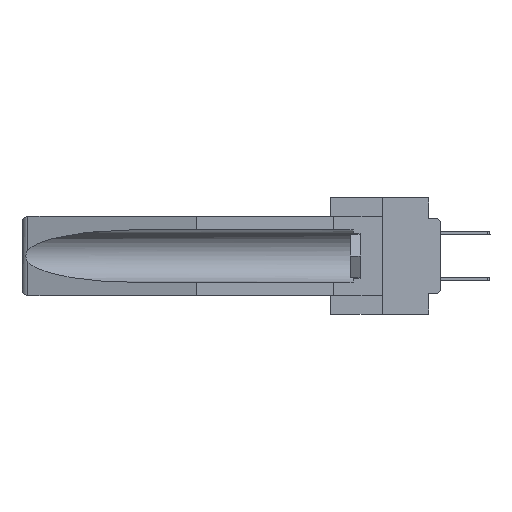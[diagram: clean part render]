
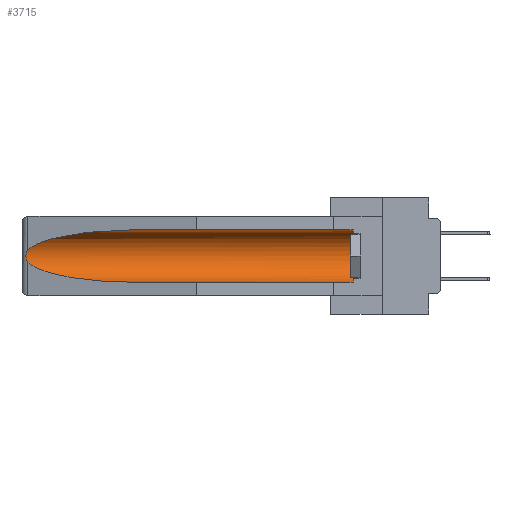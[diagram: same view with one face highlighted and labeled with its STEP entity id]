
A CAD part, left-side view. The second image highlights one B-rep face of the part: STEP entity #3715.
In plain terms, the highlighted cylindrical face has radius 2.857 mm (diameter 5.715 mm), a partial arc.
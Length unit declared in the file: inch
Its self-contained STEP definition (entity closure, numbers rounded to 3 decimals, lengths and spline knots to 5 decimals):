
#852 = FACE_OUTER_BOUND ( 'NONE', #8595, .T. ) ;
#1114 =( BOUNDED_CURVE ( )  B_SPLINE_CURVE ( 3, ( #23268, #30513, #9189, #2492 ),
 .UNSPECIFIED., .F., .T. ) 
 B_SPLINE_CURVE_WITH_KNOTS ( ( 4, 4 ),
 ( 4.71239, 6.08839 ),
 .UNSPECIFIED. ) 
 CURVE ( )  GEOMETRIC_REPRESENTATION_ITEM ( )  RATIONAL_B_SPLINE_CURVE ( ( 1., 0.848, 0.848, 1. ) ) 
 REPRESENTATION_ITEM ( '' )  );
#2196 = CARTESIAN_POINT ( 'NONE',  ( 0.26597, 1.5296, -0.19026 ) ) ;
#2436 = CARTESIAN_POINT ( 'NONE',  ( 0.155, 1.07973, -0.284 ) ) ;
#2492 = CARTESIAN_POINT ( 'NONE',  ( 0.26537, 1.52718, -0.14972 ) ) ;
#2520 = ORIENTED_EDGE ( 'NONE', *, *, #9002, .T. ) ;
#3162 = VERTEX_POINT ( 'NONE', #19950 ) ;
#3438 = VERTEX_POINT ( 'NONE', #2436 ) ;
#3715 = ADVANCED_FACE ( 'NONE', ( #852 ), #11145, .F. ) ;
#3970 = AXIS2_PLACEMENT_3D ( 'NONE', #13643, #26873, #18632 ) ;
#4616 = VERTEX_POINT ( 'NONE', #8981 ) ;
#4849 = VERTEX_POINT ( 'NONE', #24871 ) ;
#5518 = DIRECTION ( 'NONE',  ( 0., 1., 0. ) ) ;
#5834 = CARTESIAN_POINT ( 'NONE',  ( 0.155, -0.30754, -0.284 ) ) ;
#6507 =( BOUNDED_CURVE ( )  B_SPLINE_CURVE ( 3, ( #12071, #20557, #22708, #8325 ),
 .UNSPECIFIED., .F., .T. ) 
 B_SPLINE_CURVE_WITH_KNOTS ( ( 4, 4 ),
 ( 0.1948, 1.5708 ),
 .UNSPECIFIED. ) 
 CURVE ( )  GEOMETRIC_REPRESENTATION_ITEM ( )  RATIONAL_B_SPLINE_CURVE ( ( 1., 0.848, 0.848, 1. ) ) 
 REPRESENTATION_ITEM ( '' )  );
#7116 = EDGE_CURVE ( 'NONE', #17474, #4616, #8126, .T. ) ;
#7838 = VECTOR ( 'NONE', #17905, 39.37008 ) ;
#8126 = LINE ( 'NONE', #26819, #7838 ) ;
#8325 = CARTESIAN_POINT ( 'NONE',  ( 0.155, 1.07973, -0.284 ) ) ;
#8595 = EDGE_LOOP ( 'NONE', ( #23610, #29074, #14302, #16458, #2520, #18922 ) ) ;
#8893 = CARTESIAN_POINT ( 'NONE',  ( 0.26537, 1.52718, -0.14972 ) ) ;
#8981 = CARTESIAN_POINT ( 'NONE',  ( 0.155, 1.07973, -0.059 ) ) ;
#9002 = EDGE_CURVE ( 'NONE', #13936, #17474, #29640, .T. ) ;
#9189 = CARTESIAN_POINT ( 'NONE',  ( 0.25451, 1.48313, -0.09465 ) ) ;
#9197 = CARTESIAN_POINT ( 'NONE',  ( 0.2673, 1.5327, -0.16383 ) ) ;
#10491 = LINE ( 'NONE', #5834, #13536 ) ;
#11145 = CYLINDRICAL_SURFACE ( 'NONE', #13244, 0.1125 ) ;
#12071 = CARTESIAN_POINT ( 'NONE',  ( 0.26537, 1.52718, -0.19328 ) ) ;
#13244 = AXIS2_PLACEMENT_3D ( 'NONE', #15626, #25461, #13907 ) ;
#13536 = VECTOR ( 'NONE', #5518, 39.37008 ) ;
#13643 = CARTESIAN_POINT ( 'NONE',  ( 0.155, 0.126, -0.1715 ) ) ;
#13907 = DIRECTION ( 'NONE',  ( 0., 0., 1. ) ) ;
#13936 = VERTEX_POINT ( 'NONE', #23794 ) ;
#13949 = EDGE_CURVE ( 'NONE', #13936, #3438, #10491, .T. ) ;
#14127 = CARTESIAN_POINT ( 'NONE',  ( 0.155, 0.126, -0.059 ) ) ;
#14167 = CARTESIAN_POINT ( 'NONE',  ( 0.26597, 1.52961, -0.15275 ) ) ;
#14302 = ORIENTED_EDGE ( 'NONE', *, *, #21422, .T. ) ;
#14701 = EDGE_CURVE ( 'NONE', #4616, #4849, #1114, .T. ) ;
#15626 = CARTESIAN_POINT ( 'NONE',  ( 0.155, -0.30754, -0.1715 ) ) ;
#16031 = CARTESIAN_POINT ( 'NONE',  ( 0.2673, 1.53269, -0.17917 ) ) ;
#16458 = ORIENTED_EDGE ( 'NONE', *, *, #13949, .F. ) ;
#17474 = VERTEX_POINT ( 'NONE', #14127 ) ;
#17905 = DIRECTION ( 'NONE',  ( 0., 1., 0. ) ) ;
#18153 = EDGE_CURVE ( 'NONE', #4849, #3162, #28910, .T. ) ;
#18228 = CARTESIAN_POINT ( 'NONE',  ( 0.2675, 1.53308, -0.16763 ) ) ;
#18632 = DIRECTION ( 'NONE',  ( 0., 0., 1. ) ) ;
#18922 = ORIENTED_EDGE ( 'NONE', *, *, #7116, .T. ) ;
#19950 = CARTESIAN_POINT ( 'NONE',  ( 0.26537, 1.52718, -0.19328 ) ) ;
#20557 = CARTESIAN_POINT ( 'NONE',  ( 0.25451, 1.48313, -0.24835 ) ) ;
#20985 = CARTESIAN_POINT ( 'NONE',  ( 0.26654, 1.53092, -0.15636 ) ) ;
#21126 = CARTESIAN_POINT ( 'NONE',  ( 0.26537, 1.52718, -0.19328 ) ) ;
#21422 = EDGE_CURVE ( 'NONE', #3162, #3438, #6507, .T. ) ;
#22708 = CARTESIAN_POINT ( 'NONE',  ( 0.21114, 1.30732, -0.284 ) ) ;
#23268 = CARTESIAN_POINT ( 'NONE',  ( 0.155, 1.07973, -0.059 ) ) ;
#23610 = ORIENTED_EDGE ( 'NONE', *, *, #14701, .T. ) ;
#23794 = CARTESIAN_POINT ( 'NONE',  ( 0.155, 0.126, -0.284 ) ) ;
#24871 = CARTESIAN_POINT ( 'NONE',  ( 0.26537, 1.52718, -0.14972 ) ) ;
#25461 = DIRECTION ( 'NONE',  ( 0., 1., 0. ) ) ;
#26819 = CARTESIAN_POINT ( 'NONE',  ( 0.155, -0.30754, -0.059 ) ) ;
#26873 = DIRECTION ( 'NONE',  ( 0., -1., 0. ) ) ;
#28041 = CARTESIAN_POINT ( 'NONE',  ( 0.26655, 1.53094, -0.18657 ) ) ;
#28910 = B_SPLINE_CURVE_WITH_KNOTS ( 'NONE', 3,
 ( #8893, #14167, #20985, #9197, #18228, #30381, #16031, #28041, #2196, #21126 ),
 .UNSPECIFIED., .F., .F.,
 ( 4, 2, 2, 2, 4 ),
 ( 0., 0.00029, 0.00058, 0.00087, 0.00117 ),
 .UNSPECIFIED. ) ;
#29074 = ORIENTED_EDGE ( 'NONE', *, *, #18153, .T. ) ;
#29640 = CIRCLE ( 'NONE', #3970, 0.1125 ) ;
#30381 = CARTESIAN_POINT ( 'NONE',  ( 0.2675, 1.53308, -0.17534 ) ) ;
#30513 = CARTESIAN_POINT ( 'NONE',  ( 0.21114, 1.30732, -0.059 ) ) ;
